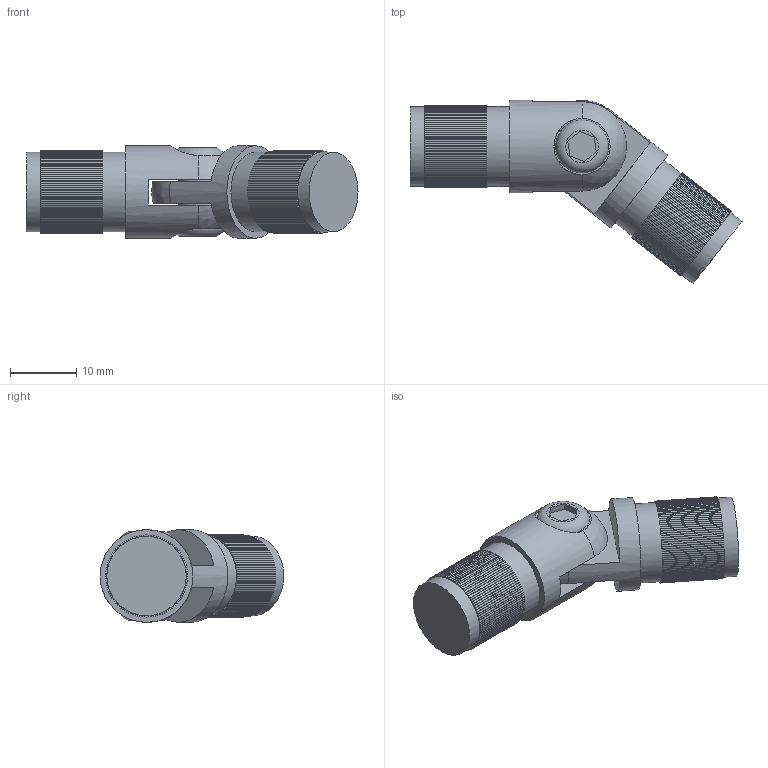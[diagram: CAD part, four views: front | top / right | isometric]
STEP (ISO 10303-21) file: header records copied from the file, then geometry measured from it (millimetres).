
FILE_DESCRIPTION(/* description */ (''),/* implementation_level */ '2;1');
FILE_NAME(/* name */ 'Stecksysteme_X62.stp',/* time_stamp */ '2017-07-25T10:46:12+02:00',/* author */ (''),/* organization */ (''),/* preprocessor_version */ 'ST-DEVELOPER v16',/* originating_system */ 'SIEMENS PLM Software NX 11.0',/* authorisation */ '');
FILE_SCHEMA (('AUTOMOTIVE_DESIGN { 1 0 10303 214 3 1 1 1 }'));
Length unit declared in the file: millimetre
Products named in the file (1): Goge113816A0n1dv
Bounding box: 50.18 x 27.74 x 14 mm (x, y, z)
Volume: 6402.6 mm3; surface area: 5535.1 mm2
Topology: 4 solids, 5 shells, 1726 faces, 4135 edges, 2758 vertices
Faces by surface type: plane 1713, cylinder 8, sphere 3, torus 2
Full cylindrical faces by diameter (mm): 6 x1, 8.5 x2, 12 x3, 14 x2
Entity records: 49665 total; most frequent: CARTESIAN_POINT 8661, DIRECTION 8272, ORIENTED_EDGE 8229, EDGE_CURVE 4115, LINE 3408, VECTOR 3408, VERTEX_POINT 2749, AXIS2_PLACEMENT_3D 2432
